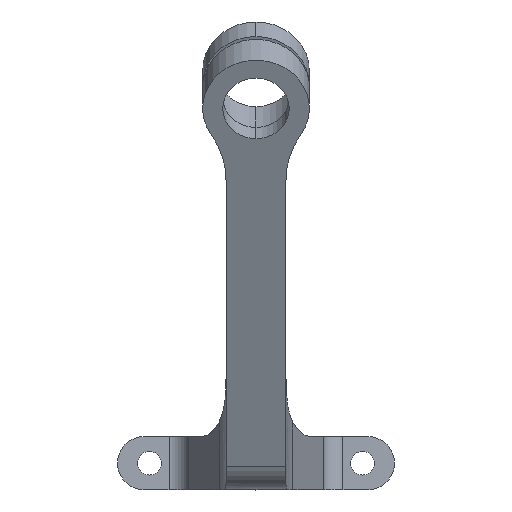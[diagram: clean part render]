
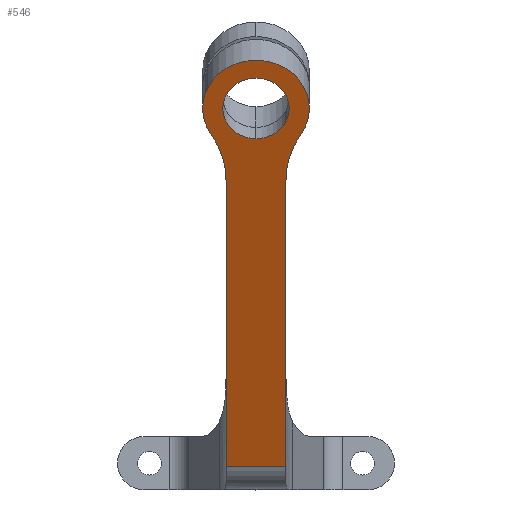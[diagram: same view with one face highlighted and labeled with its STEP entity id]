
A CAD part, top view. The second image highlights one B-rep face of the part: STEP entity #546.
In plain terms, the highlighted planar face has unit normal (0, -0.423, 0.906).
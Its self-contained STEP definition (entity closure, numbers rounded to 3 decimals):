
#12 = DIRECTION ( 'NONE',  ( 0., -0.906, -0.423 ) ) ;
#16 = CARTESIAN_POINT ( 'NONE',  ( 0., 117.732, 28.775 ) ) ;
#57 = VECTOR ( 'NONE', #391, 1000. ) ;
#65 = CARTESIAN_POINT ( 'NONE',  ( 2.25, 112.337, 26.259 ) ) ;
#116 = AXIS2_PLACEMENT_3D ( 'NONE', #335, #1865, #959 ) ;
#117 = EDGE_CURVE ( 'NONE', #699, #1668, #1115, .T. ) ;
#122 = CARTESIAN_POINT ( 'NONE',  ( 0., 117.732, 28.775 ) ) ;
#139 = DIRECTION ( 'NONE',  ( 0., 0.423, -0.906 ) ) ;
#155 = CIRCLE ( 'NONE', #248, 7. ) ;
#207 = EDGE_CURVE ( 'NONE', #1321, #699, #1744, .T. ) ;
#248 = AXIS2_PLACEMENT_3D ( 'NONE', #1167, #1136, #257 ) ;
#257 = DIRECTION ( 'NONE',  ( 0., -0.906, -0.423 ) ) ;
#300 = DIRECTION ( 'NONE',  ( 0., 0.423, -0.906 ) ) ;
#318 = CARTESIAN_POINT ( 'NONE',  ( -2.25, 90.882, 16.255 ) ) ;
#335 = CARTESIAN_POINT ( 'NONE',  ( 2.25, 89.15, 15.447 ) ) ;
#391 = DIRECTION ( 'NONE',  ( 1., 0., 0. ) ) ;
#414 = EDGE_CURVE ( 'NONE', #659, #807, #1671, .T. ) ;
#419 = ORIENTED_EDGE ( 'NONE', *, *, #626, .T. ) ;
#476 = CARTESIAN_POINT ( 'NONE',  ( 3.364, 115.77, 27.86 ) ) ;
#499 = DIRECTION ( 'NONE',  ( 0., 0.906, 0.423 ) ) ;
#503 = CIRCLE ( 'NONE', #848, 2.5 ) ;
#508 = CARTESIAN_POINT ( 'NONE',  ( 0., 115.466, 27.719 ) ) ;
#530 = FACE_OUTER_BOUND ( 'NONE', #1241, .T. ) ;
#546 = ADVANCED_FACE ( 'NONE', ( #1267, #530 ), #1411, .T. ) ;
#568 = CARTESIAN_POINT ( 'NONE',  ( -2.25, 89.15, 15.447 ) ) ;
#570 = CIRCLE ( 'NONE', #1480, 2.5 ) ;
#608 = ORIENTED_EDGE ( 'NONE', *, *, #1894, .T. ) ;
#626 = EDGE_CURVE ( 'NONE', #1668, #1613, #155, .T. ) ;
#627 = DIRECTION ( 'NONE',  ( 0., -0.906, -0.423 ) ) ;
#643 = AXIS2_PLACEMENT_3D ( 'NONE', #16, #1667, #627 ) ;
#659 = VERTEX_POINT ( 'NONE', #1297 ) ;
#689 = CARTESIAN_POINT ( 'NONE',  ( 2.25, 90.882, 16.255 ) ) ;
#699 = VERTEX_POINT ( 'NONE', #689 ) ;
#709 = VECTOR ( 'NONE', #1473, 1000. ) ;
#733 = ORIENTED_EDGE ( 'NONE', *, *, #207, .T. ) ;
#767 = EDGE_LOOP ( 'NONE', ( #1510, #1374 ) ) ;
#791 = ORIENTED_EDGE ( 'NONE', *, *, #1600, .T. ) ;
#807 = VERTEX_POINT ( 'NONE', #1332 ) ;
#848 = AXIS2_PLACEMENT_3D ( 'NONE', #122, #1939, #1658 ) ;
#858 = VECTOR ( 'NONE', #499, 1000. ) ;
#872 = CARTESIAN_POINT ( 'NONE',  ( 2.25, 90.882, 16.255 ) ) ;
#880 = LINE ( 'NONE', #568, #709 ) ;
#887 = AXIS2_PLACEMENT_3D ( 'NONE', #1653, #300, #914 ) ;
#914 = DIRECTION ( 'NONE',  ( 0., 0.906, 0.423 ) ) ;
#931 = CIRCLE ( 'NONE', #643, 4. ) ;
#959 = DIRECTION ( 'NONE',  ( 0., -0.906, -0.423 ) ) ;
#1115 = LINE ( 'NONE', #1851, #858 ) ;
#1136 = DIRECTION ( 'NONE',  ( 0., 0.423, -0.906 ) ) ;
#1167 = CARTESIAN_POINT ( 'NONE',  ( 9.25, 112.337, 26.259 ) ) ;
#1241 = EDGE_LOOP ( 'NONE', ( #419, #791, #1869, #608, #733, #1891 ) ) ;
#1245 = VERTEX_POINT ( 'NONE', #1499 ) ;
#1255 = EDGE_CURVE ( 'NONE', #1245, #1708, #503, .T. ) ;
#1267 = FACE_BOUND ( 'NONE', #767, .T. ) ;
#1297 = CARTESIAN_POINT ( 'NONE',  ( -3.364, 115.77, 27.86 ) ) ;
#1321 = VERTEX_POINT ( 'NONE', #318 ) ;
#1332 = CARTESIAN_POINT ( 'NONE',  ( -2.25, 112.337, 26.259 ) ) ;
#1374 = ORIENTED_EDGE ( 'NONE', *, *, #1255, .T. ) ;
#1411 = PLANE ( 'NONE',  #116 ) ;
#1463 = EDGE_CURVE ( 'NONE', #1708, #1245, #570, .T. ) ;
#1473 = DIRECTION ( 'NONE',  ( 0., -0.906, -0.423 ) ) ;
#1480 = AXIS2_PLACEMENT_3D ( 'NONE', #1492, #139, #12 ) ;
#1492 = CARTESIAN_POINT ( 'NONE',  ( 0., 117.732, 28.775 ) ) ;
#1499 = CARTESIAN_POINT ( 'NONE',  ( 0., 119.998, 29.832 ) ) ;
#1510 = ORIENTED_EDGE ( 'NONE', *, *, #1463, .T. ) ;
#1600 = EDGE_CURVE ( 'NONE', #1613, #659, #931, .T. ) ;
#1613 = VERTEX_POINT ( 'NONE', #476 ) ;
#1653 = CARTESIAN_POINT ( 'NONE',  ( -9.25, 112.337, 26.259 ) ) ;
#1658 = DIRECTION ( 'NONE',  ( 0., -0.906, -0.423 ) ) ;
#1667 = DIRECTION ( 'NONE',  ( 0., -0.423, 0.906 ) ) ;
#1668 = VERTEX_POINT ( 'NONE', #65 ) ;
#1671 = CIRCLE ( 'NONE', #887, 7. ) ;
#1708 = VERTEX_POINT ( 'NONE', #508 ) ;
#1744 = LINE ( 'NONE', #872, #57 ) ;
#1851 = CARTESIAN_POINT ( 'NONE',  ( 2.25, 89.15, 15.447 ) ) ;
#1865 = DIRECTION ( 'NONE',  ( 0., -0.423, 0.906 ) ) ;
#1869 = ORIENTED_EDGE ( 'NONE', *, *, #414, .T. ) ;
#1891 = ORIENTED_EDGE ( 'NONE', *, *, #117, .T. ) ;
#1894 = EDGE_CURVE ( 'NONE', #807, #1321, #880, .T. ) ;
#1939 = DIRECTION ( 'NONE',  ( 0., 0.423, -0.906 ) ) ;
